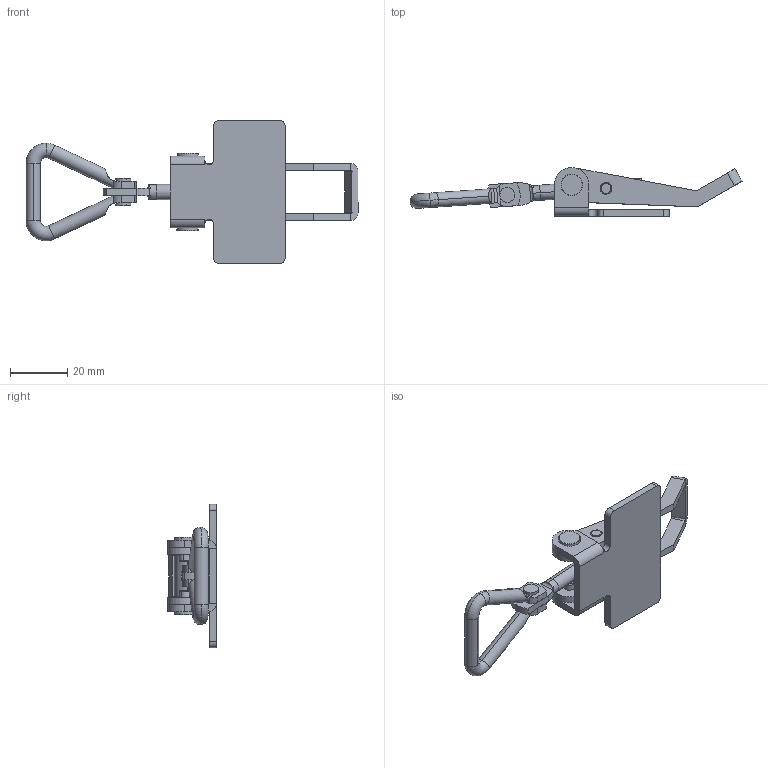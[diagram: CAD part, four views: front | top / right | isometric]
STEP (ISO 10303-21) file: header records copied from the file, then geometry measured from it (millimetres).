
FILE_DESCRIPTION (( 'STEP AP214' ), '1' );
FILE_NAME ('52021 - 702 A.STEP', '2016-10-31T08:10:09', ( '' ), ( '' ), 'SwSTEP 2.0', 'SolidWorks 2015', '' );
FILE_SCHEMA (( 'AUTOMOTIVE_DESIGN' ));
Length unit declared in the file: millimetre
Products named in the file (9): 702 - Ring 702 M6; 702 - Nit till ledad M6; 702 - Ring till ledad M6; 702 - Skruv till ledad M6; 702 - Rulle; 702 - Ansatsnit; 702 - Bygel; 702 - A; 52021 - 702 A
Assembly tree (9 placements, depth 3):
  52021 - 702 A
    702 - A
    702 - Bygel
    702 - Ansatsnit  x2
    702 - Rulle
    702 - Ring 702 M6
      702 - Skruv till ledad M6
      702 - Ring till ledad M6
      702 - Nit till ledad M6
Bounding box: 115.74 x 17 x 50 mm (x, y, z)
Volume: 11811.9 mm3; surface area: 11549.4 mm2
Topology: 8 solids, 8 shells, 201 faces, 468 edges, 292 vertices
Faces by surface type: cylinder 97, plane 82, cone 12, torus 10
Entity records: 5990 total; most frequent: CARTESIAN_POINT 1250, DIRECTION 968, ORIENTED_EDGE 884, EDGE_CURVE 442, AXIS2_PLACEMENT_3D 374, VERTEX_POINT 276, LINE 220, VECTOR 220
